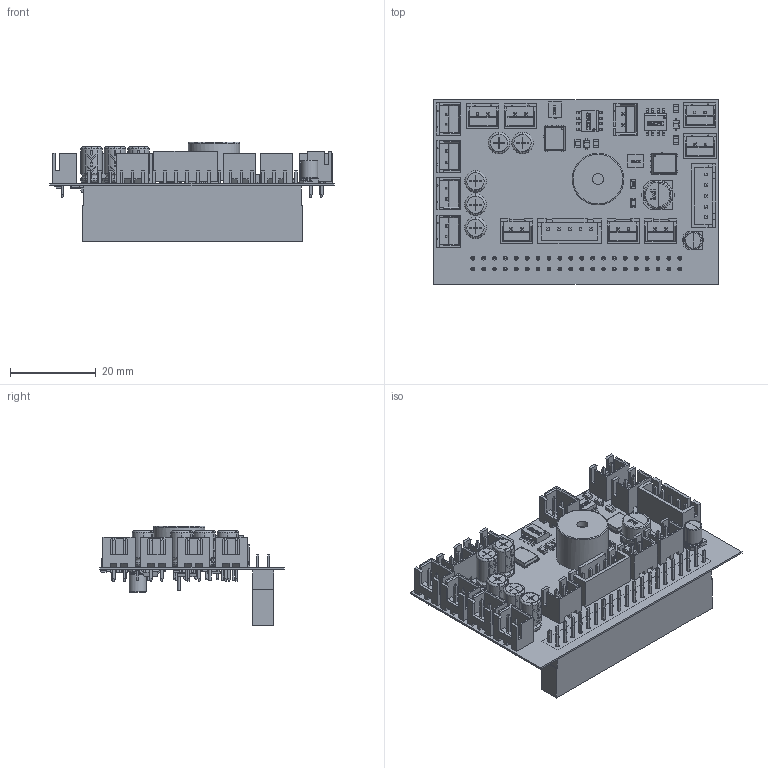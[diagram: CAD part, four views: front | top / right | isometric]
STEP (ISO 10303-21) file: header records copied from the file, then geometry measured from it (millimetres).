
FILE_DESCRIPTION(('Open CASCADE Model'),'2;1');
FILE_NAME('Open CASCADE Shape Model','2020-07-11T23:15:42',('Author'),( 'Open CASCADE'),'Open CASCADE STEP processor 6.8','Open CASCADE 6.8' ,'Unknown');
FILE_SCHEMA(('AUTOMOTIVE_DESIGN { 1 0 10303 214 1 1 1 1 }'));
Length unit declared in the file: millimetre
Products named in the file (133): PCB; Board; Open CASCADE STEP translator 6.8 1.1.1; L2; uH; L1; D5; Buzzer; J7; JST_B2B_XH-A1x5; C17; SMT_CAP_D6.3; Open CASCADE STEP translator 6.8 1.6.1.1; Open CASCADE STEP translator 6.8 1.6.1.2; Open CASCADE STEP translator 6.8 1.6.1.3; Open CASCADE STEP translator 6.8 1.6.1.4; Open CASCADE STEP translator 6.8 1.6.1.5; C18; CAP_SMD_SVP_4_0x5_4; _X2_041A043E0440043F04430441_X0_; _X2_041F043E0434043B043E0436043A0430_X0_; _X2_041D043E0436043A0438_X0_; _X2_041C0438043D04430441_X0_; C15; C10; C7; User_Library-CAPAER_D050_L085_P025_W005X030; CAPAER_D050_L085_P025_W005X030; C12; C8; U2; pin_header; C6; C5; R18; 0805_resistor; R17; R8; R7; R2 ...
Assembly tree (195 placements, depth 6):
  PCB
    Board
      Open CASCADE STEP translator 6.8 1.1.1
    L2
      uH
    L1
      uH
    D5
      Buzzer
    J7
      JST_B2B_XH-A1x5
    C17
      SMT_CAP_D6.3
        Open CASCADE STEP translator 6.8 1.6.1.1
        Open CASCADE STEP translator 6.8 1.6.1.2
        Open CASCADE STEP translator 6.8 1.6.1.3
        Open CASCADE STEP translator 6.8 1.6.1.4
        Open CASCADE STEP translator 6.8 1.6.1.5
    C18
      CAP_SMD_SVP_4_0x5_4
        _X2_041A043E0440043F04430441_X0_
        _X2_041F043E0434043B043E0436043A0430_X0_
        _X2_041D043E0436043A0438_X0_
        _X2_041C0438043D04430441_X0_
    C15
      CAP_SMD_SVP_4_0x5_4
        _X2_041A043E0440043F04430441_X0_
        _X2_041F043E0434043B043E0436043A0430_X0_
        _X2_041D043E0436043A0438_X0_
        _X2_041C0438043D04430441_X0_
    C10
      CAP_SMD_SVP_4_0x5_4
        _X2_041A043E0440043F04430441_X0_
        _X2_041F043E0434043B043E0436043A0430_X0_
        _X2_041D043E0436043A0438_X0_
        _X2_041C0438043D04430441_X0_
    C7
      User_Library-CAPAER_D050_L085_P025_W005X030
        CAPAER_D050_L085_P025_W005X030
    C12
      User_Library-CAPAER_D050_L085_P025_W005X030
        CAPAER_D050_L085_P025_W005X030
    C8
      User_Library-CAPAER_D050_L085_P025_W005X030
        CAPAER_D050_L085_P025_W005X030
    U2
      pin_header
    C6
      User_Library-CAPAER_D050_L085_P025_W005X030
        CAPAER_D050_L085_P025_W005X030
    C5
      User_Library-CAPAER_D050_L085_P025_W005X030
        CAPAER_D050_L085_P025_W005X030
    R18
      0805_resistor
    R17
      0805_resistor
    R8
      0805_resistor
    R7
Bounding box: 66.3 x 43.1 x 23.19 mm (x, y, z)
Volume: 9345.1 mm3; surface area: 18336.8 mm2
Topology: 211 solids, 211 shells, 5683 faces, 15089 edges, 10088 vertices
Faces by surface type: plane 4271, cylinder 1016, bspline 377, cone 12, torus 7
Full cylindrical faces by diameter (mm): 0.494 x2, 0.6 x2, 0.65 x10, 0.8 x2, 0.89 x40, 1 x34, 2.6 x1, 7.668 x1, 12 x1
Entity records: 69015 total; most frequent: CARTESIAN_POINT 13952, ORIENTED_EDGE 9500, DIRECTION 8977, EDGE_CURVE 4750, LINE 3675, VECTOR 3675, VERTEX_POINT 3079, AXIS2_PLACEMENT_3D 2651
